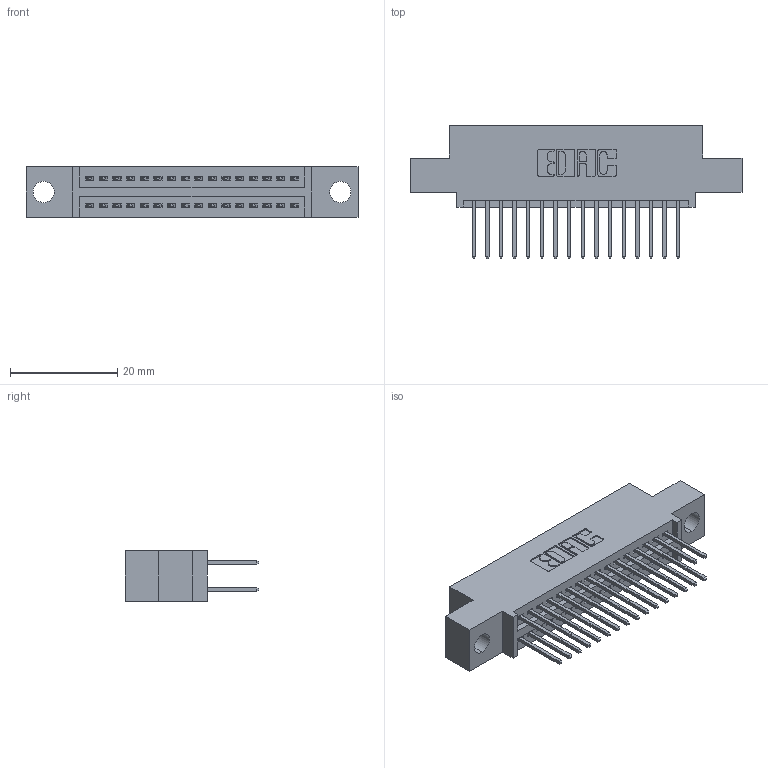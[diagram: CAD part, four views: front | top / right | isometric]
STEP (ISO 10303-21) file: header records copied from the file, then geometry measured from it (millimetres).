
FILE_DESCRIPTION (( 'STEP AP203' ), '1' );
FILE_NAME ('395-032-523-504.STEP', '2018-11-12T19:01:10', ( '' ), ( '' ), 'SwSTEP 2.0', 'SolidWorks 2016', '' );
FILE_SCHEMA (( 'CONFIG_CONTROL_DESIGN' ));
Length unit declared in the file: inch
Products named in the file (3): 345 Part_0.110 Offset - 0.156 Dia-TH; 345-292-001_345-293-123; 395-032-523-504
Assembly tree (33 placements, depth 2):
  395-032-523-504
    345 Part_0.110 Offset - 0.156 Dia-TH
    345-292-001_345-293-123  x32
Bounding box: 61.85 x 24.82 x 9.4 mm (x, y, z)
Volume: 5671.1 mm3; surface area: 8081.5 mm2
Topology: 33 solids, 33 shells, 1730 faces, 5121 edges, 3370 vertices
Faces by surface type: plane 1140, cylinder 590
Entity records: 16207 total; most frequent: CARTESIAN_POINT 2744, ORIENTED_EDGE 2678, DIRECTION 2451, EDGE_CURVE 1339, LINE 1143, VECTOR 1143, VERTEX_POINT 890, AXIS2_PLACEMENT_3D 654
